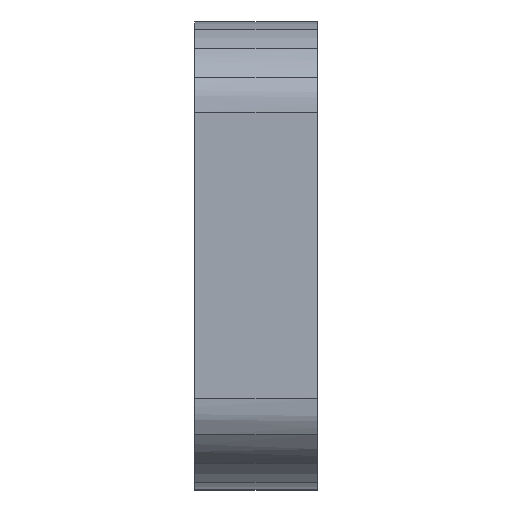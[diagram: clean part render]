
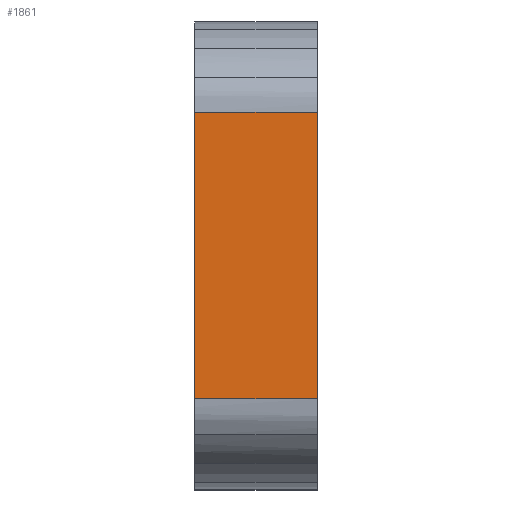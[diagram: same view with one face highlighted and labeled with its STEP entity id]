
A CAD part, front view. The second image highlights one B-rep face of the part: STEP entity #1861.
In plain terms, the highlighted planar face has unit normal (0, -1, 0).
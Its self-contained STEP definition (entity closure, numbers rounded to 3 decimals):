
#67=PLANE('',#1927);
#166=FACE_OUTER_BOUND('',#265,.T.);
#265=EDGE_LOOP('',(#1663,#1664,#1665,#1666));
#397=LINE('',#3548,#570);
#438=LINE('',#4014,#611);
#439=LINE('',#4016,#612);
#440=LINE('',#4017,#613);
#570=VECTOR('',#2135,10.);
#611=VECTOR('',#2194,10.);
#612=VECTOR('',#2197,10.);
#613=VECTOR('',#2198,10.);
#848=VERTEX_POINT('',#3538);
#850=VERTEX_POINT('',#3547);
#894=VERTEX_POINT('',#3998);
#895=VERTEX_POINT('',#4006);
#1098=EDGE_CURVE('',#848,#850,#397,.T.);
#1166=EDGE_CURVE('',#894,#895,#438,.T.);
#1167=EDGE_CURVE('',#848,#894,#439,.T.);
#1168=EDGE_CURVE('',#850,#895,#440,.T.);
#1663=ORIENTED_EDGE('',*,*,#1167,.T.);
#1664=ORIENTED_EDGE('',*,*,#1166,.T.);
#1665=ORIENTED_EDGE('',*,*,#1168,.F.);
#1666=ORIENTED_EDGE('',*,*,#1098,.F.);
#1861=ADVANCED_FACE('',(#166),#67,.T.);
#1927=AXIS2_PLACEMENT_3D('',#4015,#2195,#2196);
#2135=DIRECTION('',(1.,0.,0.));
#2194=DIRECTION('',(1.,0.,0.));
#2195=DIRECTION('center_axis',(0.,-1.,0.));
#2196=DIRECTION('ref_axis',(0.,0.,-1.));
#2197=DIRECTION('',(0.,0.,-1.));
#2198=DIRECTION('',(0.,0.,-1.));
#3538=CARTESIAN_POINT('',(17.,18.462,34.106));
#3547=CARTESIAN_POINT('',(20.,18.462,34.106));
#3548=CARTESIAN_POINT('',(17.,18.462,34.106));
#3998=CARTESIAN_POINT('',(17.,18.462,27.107));
#4006=CARTESIAN_POINT('',(20.,18.462,27.107));
#4014=CARTESIAN_POINT('',(17.,18.462,27.107));
#4015=CARTESIAN_POINT('Origin',(17.,18.462,34.106));
#4016=CARTESIAN_POINT('',(17.,18.462,34.106));
#4017=CARTESIAN_POINT('',(20.,18.462,34.106));
